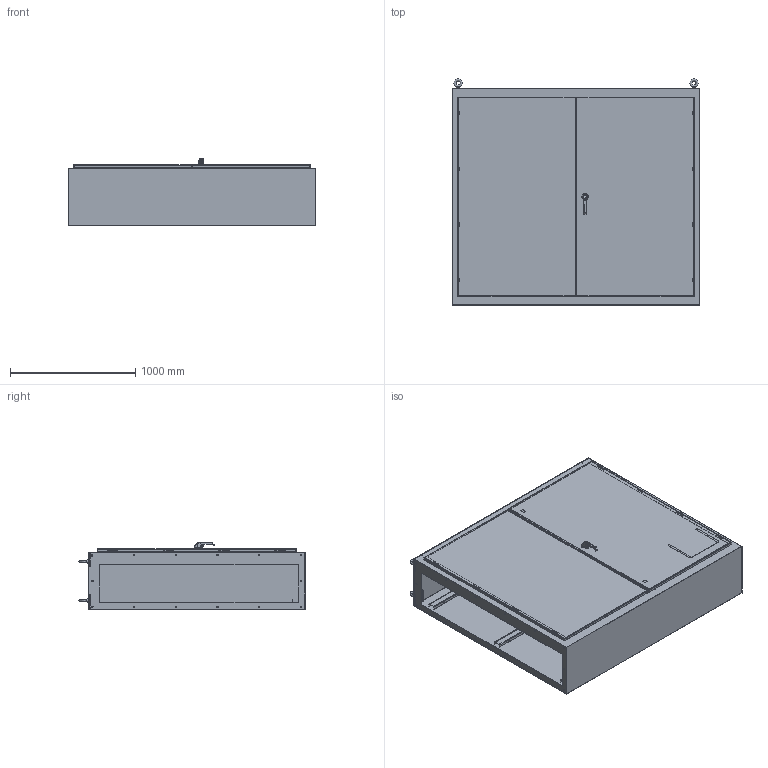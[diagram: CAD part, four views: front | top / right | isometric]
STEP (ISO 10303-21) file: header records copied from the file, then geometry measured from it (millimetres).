
FILE_DESCRIPTION (( 'STEP AP214' ), '1' );
FILE_NAME ('SCE-N68RU7818.STEP', '2024-05-11T12:15:55', ( '' ), ( '' ), 'SwSTEP 2.0', 'SolidWorks 2023', '' );
FILE_SCHEMA (( 'AUTOMOTIVE_DESIGN' ));
Length unit declared in the file: inch
Products named in the file (1): SCE-N68RU7818
Bounding box: 1974.85 x 1801.81 x 534.57 mm (x, y, z)
Volume: 29577915 mm3; surface area: 22331132.9 mm2
Topology: 34 solids, 42 shells, 5036 faces, 13199 edges, 8299 vertices
Faces by surface type: plane 2373, cylinder 1663, bspline 831, cone 145, torus 24
Full cylindrical faces by diameter (mm): 1.016 x8, 3.978 x8, 4.318 x40, 4.978 x32, 5.016 x2, 5.207 x16, 5.232 x16, 5.537 x8, 6.096 x16, 6.198 x16, 6.35 x17, 9.525 x18, 10.323 x16, 11.113 x12, 15.24 x4, 16 x1, 29.8 x4
Entity records: 229163 total; most frequent: CARTESIAN_POINT 113373, ORIENTED_EDGE 25066, DIRECTION 21916, EDGE_CURVE 12533, VERTEX_POINT 8103, AXIS2_PLACEMENT_3D 7643, LINE 6630, VECTOR 6630
